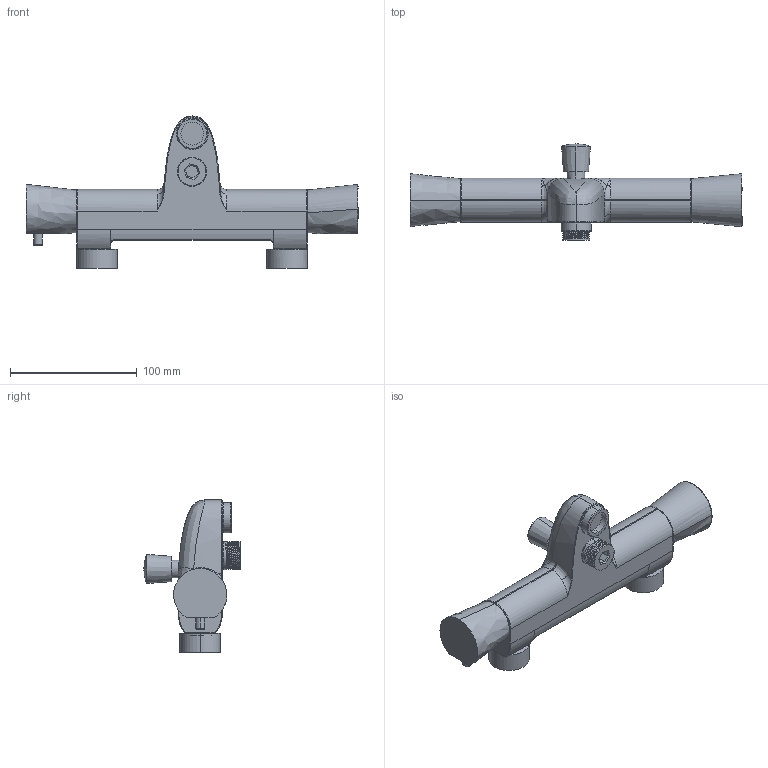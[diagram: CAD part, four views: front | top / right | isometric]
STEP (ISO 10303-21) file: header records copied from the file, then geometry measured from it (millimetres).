
FILE_DESCRIPTION (( 'STEP AP214' ), '1' );
FILE_NAME ('NTBSM02_STEP_V10522.STEP', '2022-12-06T08:08:39', ( '' ), ( '' ), 'SwSTEP 2.0', 'SolidWorks 2019', '' );
FILE_SCHEMA (( 'AUTOMOTIVE_DESIGN' ));
Length unit declared in the file: millimetre
Products named in the file (1): NTBSM02_STEP_V10522
Bounding box: 262 x 76 x 120 mm (x, y, z)
Volume: 417341.8 mm3; surface area: 60156.9 mm2
Topology: 4 solids, 4 shells, 209 faces, 510 edges, 313 vertices
Faces by surface type: cylinder 73, plane 56, bspline 51, torus 26, cone 2, sphere 1
Entity records: 11102 total; most frequent: CARTESIAN_POINT 6611, ORIENTED_EDGE 1006, DIRECTION 829, EDGE_CURVE 503, AXIS2_PLACEMENT_3D 336, VERTEX_POINT 311, EDGE_LOOP 220, FACE_OUTER_BOUND 209
